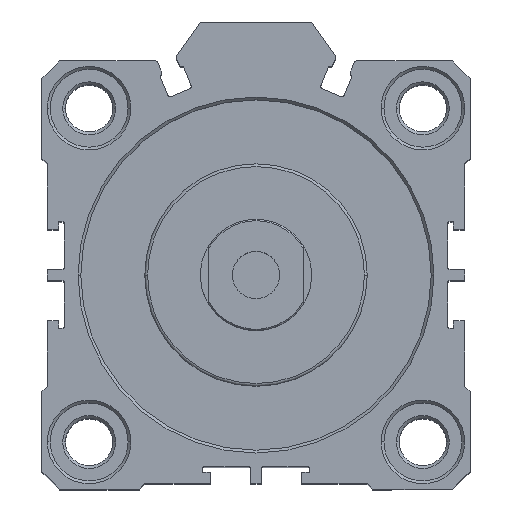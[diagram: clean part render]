
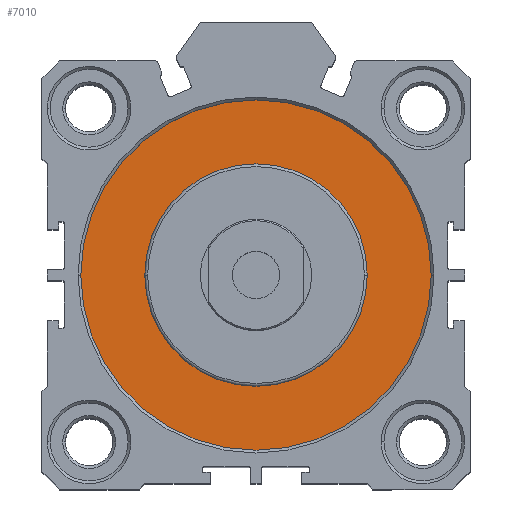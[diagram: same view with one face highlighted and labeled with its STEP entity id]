
A CAD part, top view. The second image highlights one B-rep face of the part: STEP entity #7010.
In plain terms, the highlighted planar face has unit normal (0, 0, 1).
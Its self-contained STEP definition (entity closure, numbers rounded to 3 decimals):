
#102 = EDGE_CURVE ( 'NONE', #3393, #6820, #544, .T. ) ;
#151 = PLANE ( 'NONE',  #6465 ) ;
#193 = CIRCLE ( 'NONE', #3919, 31.5 ) ;
#544 = CIRCLE ( 'NONE', #3699, 31.5 ) ;
#740 = CARTESIAN_POINT ( 'NONE',  ( 0., 0., 37.8 ) ) ;
#994 = CARTESIAN_POINT ( 'NONE',  ( 0., 0., 37.8 ) ) ;
#1370 = CARTESIAN_POINT ( 'NONE',  ( 0., 0., 37.8 ) ) ;
#1615 = DIRECTION ( 'NONE',  ( 1., 0., 0. ) ) ;
#1788 = CIRCLE ( 'NONE', #7484, 20. ) ;
#1997 = DIRECTION ( 'NONE',  ( 1., 0., 0. ) ) ;
#2023 = DIRECTION ( 'NONE',  ( 1., 0., 0. ) ) ;
#2145 = EDGE_CURVE ( 'NONE', #6820, #3393, #193, .T. ) ;
#2682 = DIRECTION ( 'NONE',  ( 0., 0., 1. ) ) ;
#3153 = VERTEX_POINT ( 'NONE', #4686 ) ;
#3316 = CARTESIAN_POINT ( 'NONE',  ( 0., 0., 37.8 ) ) ;
#3393 = VERTEX_POINT ( 'NONE', #6896 ) ;
#3466 = ORIENTED_EDGE ( 'NONE', *, *, #4602, .F. ) ;
#3699 = AXIS2_PLACEMENT_3D ( 'NONE', #6349, #2682, #6991 ) ;
#3919 = AXIS2_PLACEMENT_3D ( 'NONE', #3316, #7624, #3931 ) ;
#3931 = DIRECTION ( 'NONE',  ( 1., 0., 0. ) ) ;
#4008 = EDGE_CURVE ( 'NONE', #3153, #6856, #7813, .T. ) ;
#4085 = AXIS2_PLACEMENT_3D ( 'NONE', #1370, #5676, #1997 ) ;
#4087 = FACE_OUTER_BOUND ( 'NONE', #5411, .T. ) ;
#4342 = EDGE_LOOP ( 'NONE', ( #3466, #6478 ) ) ;
#4602 = EDGE_CURVE ( 'NONE', #6856, #3153, #1788, .T. ) ;
#4686 = CARTESIAN_POINT ( 'NONE',  ( 20., 0., 37.8 ) ) ;
#5299 = DIRECTION ( 'NONE',  ( 0., 0., 1. ) ) ;
#5411 = EDGE_LOOP ( 'NONE', ( #5485, #5590 ) ) ;
#5485 = ORIENTED_EDGE ( 'NONE', *, *, #102, .T. ) ;
#5590 = ORIENTED_EDGE ( 'NONE', *, *, #2145, .T. ) ;
#5676 = DIRECTION ( 'NONE',  ( 0., 0., 1. ) ) ;
#5707 = DIRECTION ( 'NONE',  ( 0., 0., 1. ) ) ;
#5907 = FACE_BOUND ( 'NONE', #4342, .T. ) ;
#6349 = CARTESIAN_POINT ( 'NONE',  ( 0., 0., 37.8 ) ) ;
#6465 = AXIS2_PLACEMENT_3D ( 'NONE', #740, #5707, #2023 ) ;
#6478 = ORIENTED_EDGE ( 'NONE', *, *, #4008, .F. ) ;
#6820 = VERTEX_POINT ( 'NONE', #7084 ) ;
#6856 = VERTEX_POINT ( 'NONE', #7137 ) ;
#6896 = CARTESIAN_POINT ( 'NONE',  ( 31.5, 0., 37.8 ) ) ;
#6991 = DIRECTION ( 'NONE',  ( 1., 0., 0. ) ) ;
#7010 = ADVANCED_FACE ( 'NONE', ( #5907, #4087 ), #151, .T. ) ;
#7084 = CARTESIAN_POINT ( 'NONE',  ( -31.5, 0., 37.8 ) ) ;
#7137 = CARTESIAN_POINT ( 'NONE',  ( -20., 0., 37.8 ) ) ;
#7484 = AXIS2_PLACEMENT_3D ( 'NONE', #994, #5299, #1615 ) ;
#7624 = DIRECTION ( 'NONE',  ( 0., 0., 1. ) ) ;
#7813 = CIRCLE ( 'NONE', #4085, 20. ) ;
